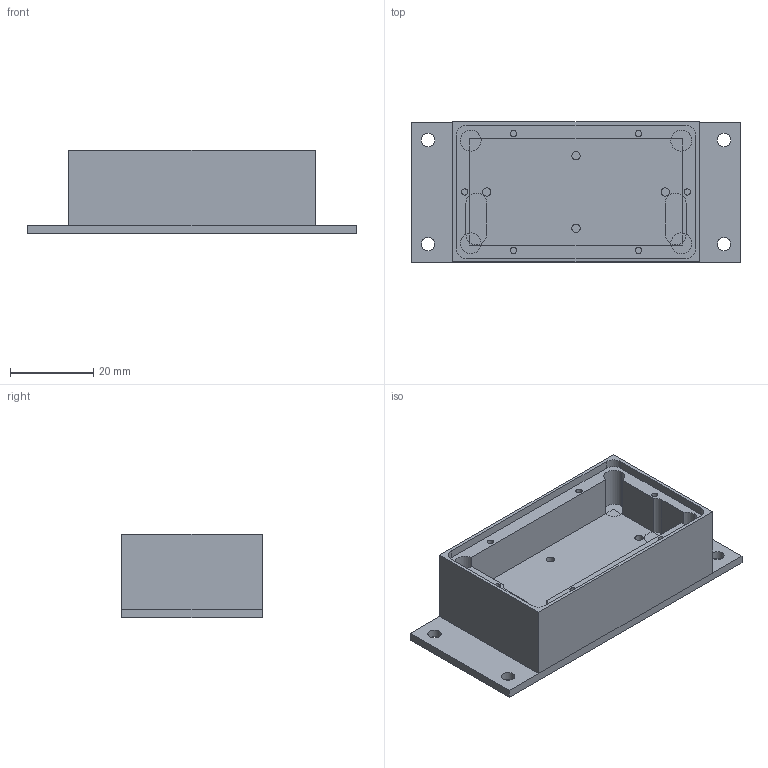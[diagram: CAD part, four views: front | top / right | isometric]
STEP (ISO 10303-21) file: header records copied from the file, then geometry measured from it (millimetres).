
FILE_DESCRIPTION(('FreeCAD Model'),'2;1');
FILE_NAME('ME18001-2.step', '2018-06-05T09:02:03',('Author'),(''), 'Open CASCADE STEP processor 7.2','FreeCAD','Unknown');
FILE_SCHEMA(('AUTOMOTIVE_DESIGN_CC2 { 1 2 10303 214 -1 1 5 4 }'));
Length unit declared in the file: millimetre
Products named in the file (1): Hyper
Bounding box: 79 x 33.6 x 20 mm (x, y, z)
Volume: 23474 mm3; surface area: 11490.6 mm2
Topology: 1 solids, 1 shells, 76 faces, 168 edges, 106 vertices
Faces by surface type: plane 50, cylinder 26
Full cylindrical faces by diameter (mm): 1.5 x6, 2 x4, 3.2 x4
Entity records: 4420 total; most frequent: CARTESIAN_POINT 973, DIRECTION 657, ORIENTED_EDGE 336, PCURVE 336, DEFINITIONAL_REPRESENTATION 336, LINE 318, VECTOR 318, EDGE_CURVE 168
